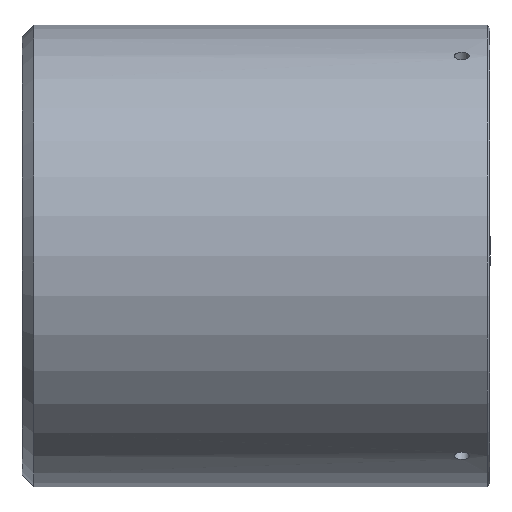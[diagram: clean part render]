
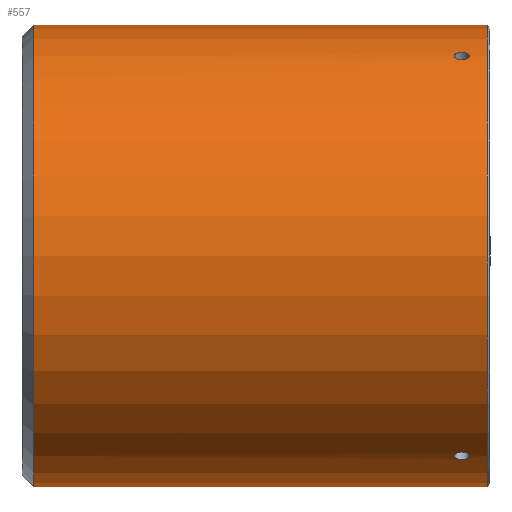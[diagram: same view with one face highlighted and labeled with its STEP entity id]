
A CAD part, left-side view. The second image highlights one B-rep face of the part: STEP entity #557.
In plain terms, the highlighted cylindrical face has radius 39 mm (diameter 78 mm), a full revolution.
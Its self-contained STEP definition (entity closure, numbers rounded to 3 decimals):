
#36=B_SPLINE_CURVE_WITH_KNOTS('',3,(#928,#929,#930,#931,#932,#933,#934,
#935,#936,#937,#938),.UNSPECIFIED.,.T.,.F.,(1,1,1,1,1,1,1,1,1,1,1,1,1,1,
1),(-0.003,-0.002,-0.001,0.,0.001,
0.002,0.003,0.004,0.005,
0.006,0.007,0.008,0.009,
0.01,0.011),.UNSPECIFIED.);
#37=B_SPLINE_CURVE_WITH_KNOTS('',3,(#940,#941,#942,#943,#944,#945,#946,
#947,#948,#949,#950),.UNSPECIFIED.,.T.,.F.,(1,1,1,1,1,1,1,1,1,1,1,1,1,1,
1),(-0.003,-0.002,-0.001,0.,
0.001,0.002,0.003,0.004,
0.005,0.006,0.007,0.008,
0.009,0.01,0.011),
 .UNSPECIFIED.);
#38=B_SPLINE_CURVE_WITH_KNOTS('',3,(#952,#953,#954,#955,#956,#957,#958,
#959,#960,#961,#962),.UNSPECIFIED.,.T.,.F.,(1,1,1,1,1,1,1,1,1,1,1,1,1,1,
1),(-0.003,-0.002,-0.001,0.,
0.001,0.002,0.003,0.004,
0.005,0.006,0.007,0.008,
0.009,0.01,0.011),
 .UNSPECIFIED.);
#57=CYLINDRICAL_SURFACE('',#634,39.);
#164=ORIENTED_EDGE('',*,*,#303,.T.);
#165=ORIENTED_EDGE('',*,*,#304,.T.);
#166=ORIENTED_EDGE('',*,*,#305,.T.);
#167=ORIENTED_EDGE('',*,*,#306,.T.);
#168=ORIENTED_EDGE('',*,*,#307,.T.);
#303=EDGE_CURVE('',#372,#372,#413,.F.);
#304=EDGE_CURVE('',#373,#373,#36,.T.);
#305=EDGE_CURVE('',#374,#374,#37,.T.);
#306=EDGE_CURVE('',#375,#375,#38,.T.);
#307=EDGE_CURVE('',#376,#376,#414,.T.);
#372=VERTEX_POINT('',#927);
#373=VERTEX_POINT('',#939);
#374=VERTEX_POINT('',#951);
#375=VERTEX_POINT('',#963);
#376=VERTEX_POINT('',#965);
#413=CIRCLE('',#635,39.);
#414=CIRCLE('',#636,39.);
#433=EDGE_LOOP('',(#164));
#434=EDGE_LOOP('',(#165));
#435=EDGE_LOOP('',(#166));
#436=EDGE_LOOP('',(#167));
#437=EDGE_LOOP('',(#168));
#489=FACE_BOUND('',#433,.T.);
#490=FACE_BOUND('',#434,.T.);
#491=FACE_BOUND('',#435,.T.);
#492=FACE_BOUND('',#436,.T.);
#493=FACE_BOUND('',#437,.T.);
#557=ADVANCED_FACE('',(#489,#490,#491,#492,#493),#57,.T.);
#634=AXIS2_PLACEMENT_3D('',#925,#757,#758);
#635=AXIS2_PLACEMENT_3D('',#926,#759,#760);
#636=AXIS2_PLACEMENT_3D('',#964,#761,#762);
#757=DIRECTION('',(0.,0.,1.));
#758=DIRECTION('',(0.,1.,0.));
#759=DIRECTION('',(0.,0.,1.));
#760=DIRECTION('',(-1.,0.,0.));
#761=DIRECTION('',(0.,0.,1.));
#762=DIRECTION('',(0.,-1.,0.));
#925=CARTESIAN_POINT('',(0.,0.,77.55));
#926=CARTESIAN_POINT('',(0.,0.,77.05));
#927=CARTESIAN_POINT('',(-39.,0.,77.05));
#928=CARTESIAN_POINT('',(0.981,38.99,5.729));
#929=CARTESIAN_POINT('',(0.,39.005,6.136));
#930=CARTESIAN_POINT('',(-0.98,38.99,5.729));
#931=CARTESIAN_POINT('',(-1.385,38.975,4.751));
#932=CARTESIAN_POINT('',(-0.98,38.99,3.771));
#933=CARTESIAN_POINT('',(0.,39.005,3.365));
#934=CARTESIAN_POINT('',(0.978,38.99,3.77));
#935=CARTESIAN_POINT('',(1.385,38.975,4.749));
#936=CARTESIAN_POINT('',(0.981,38.99,5.729));
#937=CARTESIAN_POINT('',(0.,39.005,6.136));
#938=CARTESIAN_POINT('',(-0.98,38.99,5.729));
#939=CARTESIAN_POINT('',(0.,39.,6.));
#940=CARTESIAN_POINT('',(33.276,-20.344,5.729));
#941=CARTESIAN_POINT('',(33.779,-19.502,6.136));
#942=CARTESIAN_POINT('',(34.256,-18.647,5.729));
#943=CARTESIAN_POINT('',(34.446,-18.288,4.751));
#944=CARTESIAN_POINT('',(34.256,-18.646,3.771));
#945=CARTESIAN_POINT('',(33.779,-19.502,3.365));
#946=CARTESIAN_POINT('',(33.277,-20.342,3.77));
#947=CARTESIAN_POINT('',(33.061,-20.687,4.749));
#948=CARTESIAN_POINT('',(33.276,-20.344,5.729));
#949=CARTESIAN_POINT('',(33.779,-19.502,6.136));
#950=CARTESIAN_POINT('',(34.256,-18.647,5.729));
#951=CARTESIAN_POINT('',(33.775,-19.5,6.));
#952=CARTESIAN_POINT('',(-34.257,-18.646,5.729));
#953=CARTESIAN_POINT('',(-33.779,-19.503,6.136));
#954=CARTESIAN_POINT('',(-33.277,-20.343,5.729));
#955=CARTESIAN_POINT('',(-33.061,-20.687,4.751));
#956=CARTESIAN_POINT('',(-33.276,-20.344,3.771));
#957=CARTESIAN_POINT('',(-33.779,-19.503,3.365));
#958=CARTESIAN_POINT('',(-34.255,-18.648,3.77));
#959=CARTESIAN_POINT('',(-34.446,-18.288,4.749));
#960=CARTESIAN_POINT('',(-34.257,-18.646,5.729));
#961=CARTESIAN_POINT('',(-33.779,-19.503,6.136));
#962=CARTESIAN_POINT('',(-33.277,-20.343,5.729));
#963=CARTESIAN_POINT('',(-33.775,-19.5,6.));
#964=CARTESIAN_POINT('',(0.,0.,0.5));
#965=CARTESIAN_POINT('',(0.,-39.,0.5));
